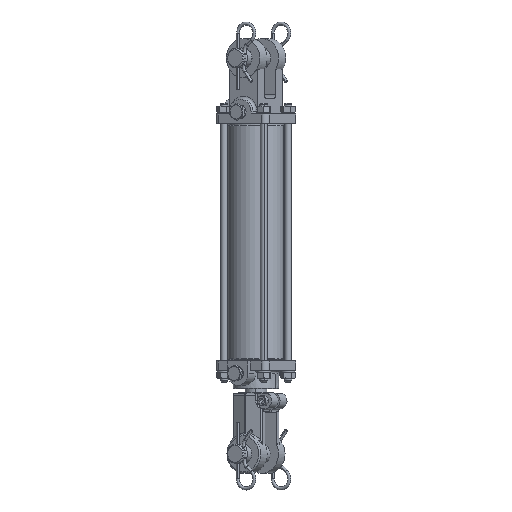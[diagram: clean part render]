
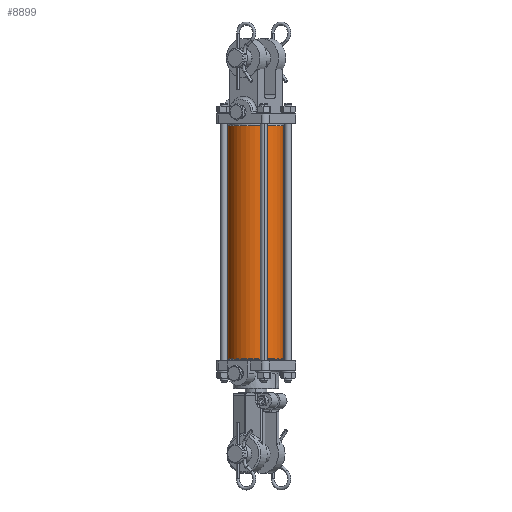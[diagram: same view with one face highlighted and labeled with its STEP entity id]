
A CAD part, front view. The second image highlights one B-rep face of the part: STEP entity #8899.
In plain terms, the highlighted cylindrical face has radius 36.5 mm (diameter 73 mm), a partial arc.
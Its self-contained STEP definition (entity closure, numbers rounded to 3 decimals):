
#120 = EDGE_CURVE ( 'NONE', #2916, #10160, #7959, .T. ) ;
#523 = CARTESIAN_POINT ( 'NONE',  ( 0., 0., 305. ) ) ;
#1912 = CYLINDRICAL_SURFACE ( 'NONE', #13280, 36.5 ) ;
#2181 = VERTEX_POINT ( 'NONE', #5477 ) ;
#2548 = DIRECTION ( 'NONE',  ( 0., 0., -1. ) ) ;
#2916 = VERTEX_POINT ( 'NONE', #12964 ) ;
#2925 = DIRECTION ( 'NONE',  ( 0., 0., -1. ) ) ;
#3521 = ORIENTED_EDGE ( 'NONE', *, *, #120, .T. ) ;
#3801 = VECTOR ( 'NONE', #4952, 1000. ) ;
#4190 = AXIS2_PLACEMENT_3D ( 'NONE', #12997, #2548, #13146 ) ;
#4769 = CARTESIAN_POINT ( 'NONE',  ( 0., 0., 1. ) ) ;
#4870 = FACE_OUTER_BOUND ( 'NONE', #6270, .T. ) ;
#4952 = DIRECTION ( 'NONE',  ( 0., 0., -1. ) ) ;
#4980 = EDGE_CURVE ( 'NONE', #2181, #13117, #8966, .T. ) ;
#5477 = CARTESIAN_POINT ( 'NONE',  ( 36.5, 0., 304. ) ) ;
#6270 = EDGE_LOOP ( 'NONE', ( #14250, #10181, #8497, #3521 ) ) ;
#7012 = DIRECTION ( 'NONE',  ( 1., 0., 0. ) ) ;
#7102 = DIRECTION ( 'NONE',  ( 0., 0., 1. ) ) ;
#7536 = CARTESIAN_POINT ( 'NONE',  ( 36.5, 0., 305. ) ) ;
#7959 = CIRCLE ( 'NONE', #10126, 36.5 ) ;
#8005 = EDGE_CURVE ( 'NONE', #13117, #2916, #10576, .T. ) ;
#8408 = DIRECTION ( 'NONE',  ( 0., 0., -1. ) ) ;
#8497 = ORIENTED_EDGE ( 'NONE', *, *, #8005, .T. ) ;
#8899 = ADVANCED_FACE ( 'NONE', ( #4870 ), #1912, .T. ) ;
#8966 = CIRCLE ( 'NONE', #4190, 36.5 ) ;
#9528 = LINE ( 'NONE', #7536, #12858 ) ;
#10126 = AXIS2_PLACEMENT_3D ( 'NONE', #4769, #7102, #7012 ) ;
#10160 = VERTEX_POINT ( 'NONE', #14258 ) ;
#10181 = ORIENTED_EDGE ( 'NONE', *, *, #4980, .T. ) ;
#10576 = LINE ( 'NONE', #10812, #3801 ) ;
#10812 = CARTESIAN_POINT ( 'NONE',  ( -36.5, 0., 305. ) ) ;
#11352 = DIRECTION ( 'NONE',  ( -1., 0., 0. ) ) ;
#12272 = EDGE_CURVE ( 'NONE', #2181, #10160, #9528, .T. ) ;
#12858 = VECTOR ( 'NONE', #8408, 1000. ) ;
#12964 = CARTESIAN_POINT ( 'NONE',  ( -36.5, 0., 1. ) ) ;
#12997 = CARTESIAN_POINT ( 'NONE',  ( 0., 0., 304. ) ) ;
#13117 = VERTEX_POINT ( 'NONE', #14058 ) ;
#13146 = DIRECTION ( 'NONE',  ( 1., 0., 0. ) ) ;
#13280 = AXIS2_PLACEMENT_3D ( 'NONE', #523, #2925, #11352 ) ;
#14058 = CARTESIAN_POINT ( 'NONE',  ( -36.5, 0., 304. ) ) ;
#14250 = ORIENTED_EDGE ( 'NONE', *, *, #12272, .F. ) ;
#14258 = CARTESIAN_POINT ( 'NONE',  ( 36.5, 0., 1. ) ) ;
